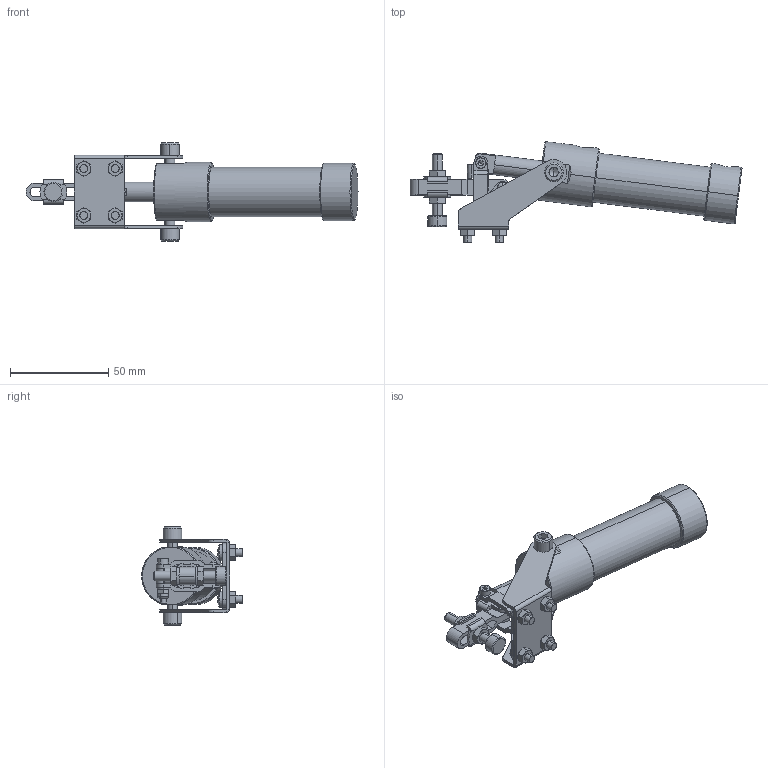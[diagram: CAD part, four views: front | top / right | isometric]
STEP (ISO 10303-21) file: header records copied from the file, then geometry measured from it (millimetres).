
FILE_DESCRIPTION (( 'STEP AP214' ), '1' );
FILE_NAME ('GH-10101-A(Â²¤Æ).STEP', '2020-07-23T01:15:06', ( 'LinWei' ), ( '' ), 'SwSTEP 2.0', 'SolidWorks 2016', '' );
FILE_SCHEMA (( 'AUTOMOTIVE_DESIGN' ));
Length unit declared in the file: millimetre
Products named in the file (8): 1101A08-1^GH-10101-A(簡化); Group7^GH-10101-A(簡化); Group6^GH-10101-A(簡化); Group5^GH-10101-A(簡化); Group4^GH-10101-A(簡化); Group2^GH-10101-A(簡化); Group1^GH-10101-A(簡化); GH-10101-A(簡化)
Assembly tree (7 placements, depth 2):
  GH-10101-A(簡化)
    Group1^GH-10101-A(簡化)
    Group2^GH-10101-A(簡化)
    Group4^GH-10101-A(簡化)
    Group5^GH-10101-A(簡化)
    Group6^GH-10101-A(簡化)
    Group7^GH-10101-A(簡化)
    1101A08-1^GH-10101-A(簡化)
Bounding box: 168.56 x 51.08 x 49.9 mm (x, y, z)
Volume: 59196.2 mm3; surface area: 35532.7 mm2
Topology: 8 solids, 8 shells, 670 faces, 1617 edges, 998 vertices
Faces by surface type: plane 315, cylinder 162, cone 160, torus 16, sphere 14, bspline 3
Entity records: 22813 total; most frequent: CARTESIAN_POINT 4543, DIRECTION 3365, ORIENTED_EDGE 3192, EDGE_CURVE 1596, AXIS2_PLACEMENT_3D 1335, VERTEX_POINT 998, EDGE_LOOP 754, LINE 695
